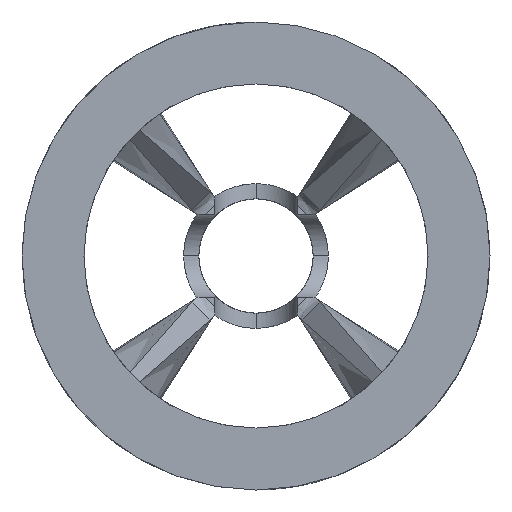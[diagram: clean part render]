
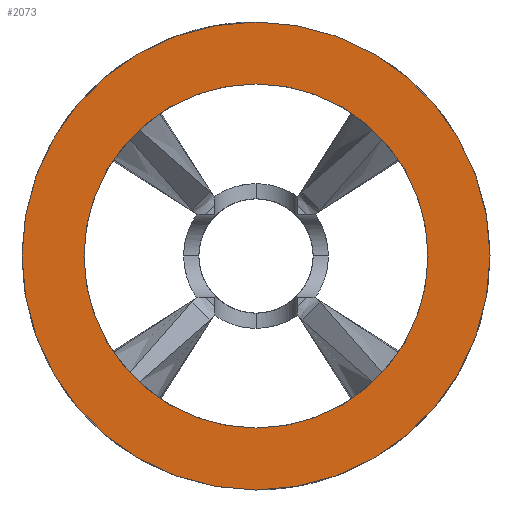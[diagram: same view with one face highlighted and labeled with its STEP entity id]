
A CAD part, front view. The second image highlights one B-rep face of the part: STEP entity #2073.
In plain terms, the highlighted planar face has unit normal (0, -1, 0).
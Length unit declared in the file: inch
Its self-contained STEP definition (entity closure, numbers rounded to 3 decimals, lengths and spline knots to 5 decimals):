
#160 = ORIENTED_EDGE ( 'NONE', *, *, #2389, .F. ) ;
#221 = AXIS2_PLACEMENT_3D ( 'NONE', #1762, #331, #2894 ) ;
#331 = DIRECTION ( 'NONE',  ( 0., 1., 0. ) ) ;
#334 = FACE_OUTER_BOUND ( 'NONE', #3529, .T. ) ;
#538 = EDGE_CURVE ( 'NONE', #3284, #757, #3319, .T. ) ;
#757 = VERTEX_POINT ( 'NONE', #2535 ) ;
#789 = CARTESIAN_POINT ( 'NONE',  ( 0., 0., 0. ) ) ;
#918 = DIRECTION ( 'NONE',  ( 0., 1., 0. ) ) ;
#1075 = VERTEX_POINT ( 'NONE', #2356 ) ;
#1236 = AXIS2_PLACEMENT_3D ( 'NONE', #2660, #2082, #2620 ) ;
#1351 = CIRCLE ( 'NONE', #221, 0.625 ) ;
#1411 = CIRCLE ( 'NONE', #2553, 0.85 ) ;
#1483 = PLANE ( 'NONE',  #1236 ) ;
#1578 = EDGE_CURVE ( 'NONE', #1075, #3236, #1411, .T. ) ;
#1675 = ORIENTED_EDGE ( 'NONE', *, *, #538, .T. ) ;
#1762 = CARTESIAN_POINT ( 'NONE',  ( 0., 0., 0. ) ) ;
#1845 = CARTESIAN_POINT ( 'NONE',  ( 0., 0., 0.85 ) ) ;
#1969 = ORIENTED_EDGE ( 'NONE', *, *, #1578, .F. ) ;
#2009 = DIRECTION ( 'NONE',  ( 0., 1., 0. ) ) ;
#2073 = ADVANCED_FACE ( 'NONE', ( #334, #2382 ), #1483, .F. ) ;
#2082 = DIRECTION ( 'NONE',  ( 0., 1., 0. ) ) ;
#2250 = CIRCLE ( 'NONE', #2675, 0.85 ) ;
#2356 = CARTESIAN_POINT ( 'NONE',  ( 0., 0., -0.85 ) ) ;
#2382 = FACE_BOUND ( 'NONE', #3242, .T. ) ;
#2389 = EDGE_CURVE ( 'NONE', #3236, #1075, #2250, .T. ) ;
#2473 = CARTESIAN_POINT ( 'NONE',  ( 0., 0., 0.625 ) ) ;
#2535 = CARTESIAN_POINT ( 'NONE',  ( 0., 0., -0.625 ) ) ;
#2551 = DIRECTION ( 'NONE',  ( 0., 0., 1. ) ) ;
#2553 = AXIS2_PLACEMENT_3D ( 'NONE', #2621, #918, #2642 ) ;
#2556 = CARTESIAN_POINT ( 'NONE',  ( 0., 0., 0. ) ) ;
#2620 = DIRECTION ( 'NONE',  ( 0., 0., 1. ) ) ;
#2621 = CARTESIAN_POINT ( 'NONE',  ( 0., 0., 0. ) ) ;
#2642 = DIRECTION ( 'NONE',  ( 0., 0., 1. ) ) ;
#2660 = CARTESIAN_POINT ( 'NONE',  ( 0., 0., 0. ) ) ;
#2675 = AXIS2_PLACEMENT_3D ( 'NONE', #789, #2009, #2551 ) ;
#2726 = EDGE_CURVE ( 'NONE', #757, #3284, #1351, .T. ) ;
#2854 = ORIENTED_EDGE ( 'NONE', *, *, #2726, .T. ) ;
#2894 = DIRECTION ( 'NONE',  ( 0., 0., 1. ) ) ;
#3018 = AXIS2_PLACEMENT_3D ( 'NONE', #2556, #3390, #3686 ) ;
#3236 = VERTEX_POINT ( 'NONE', #1845 ) ;
#3242 = EDGE_LOOP ( 'NONE', ( #2854, #1675 ) ) ;
#3284 = VERTEX_POINT ( 'NONE', #2473 ) ;
#3319 = CIRCLE ( 'NONE', #3018, 0.625 ) ;
#3390 = DIRECTION ( 'NONE',  ( 0., 1., 0. ) ) ;
#3529 = EDGE_LOOP ( 'NONE', ( #1969, #160 ) ) ;
#3686 = DIRECTION ( 'NONE',  ( 0., 0., 1. ) ) ;
